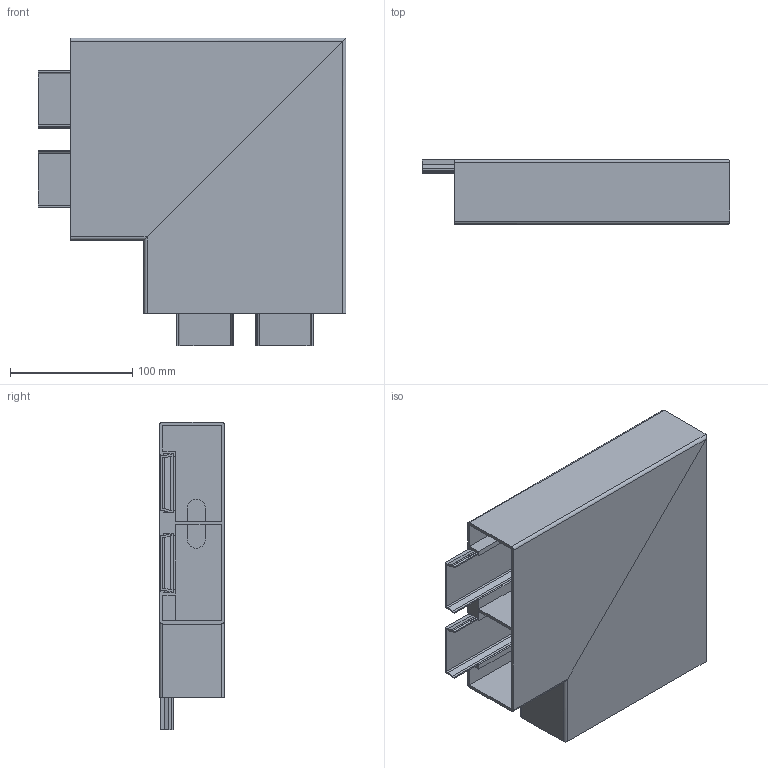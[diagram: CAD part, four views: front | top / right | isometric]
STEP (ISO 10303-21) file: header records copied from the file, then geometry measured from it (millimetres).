
FILE_DESCRIPTION (( 'STEP AP214' ), '1' );
FILE_NAME ('6113450.stp', '2016-05-24T08:14:25', ( '' ), ( '' ), 'SwSTEP 2.0', 'SolidWorks 2014', '' );
FILE_SCHEMA (( 'AUTOMOTIVE_DESIGN' ));
Length unit declared in the file: millimetre
Products named in the file (7): 092040_Standard; 092041_Standard; 091675_Standard; 092021_Standard; 091723_Doppelkanal 53165; 091724_Doppelkanal 53165; 6113450
Assembly tree (6 placements, depth 2):
  6113450
    091724_Doppelkanal 53165
    091723_Doppelkanal 53165
    092021_Standard
    091675_Standard
    092041_Standard
    092040_Standard
Bounding box: 251.5 x 53 x 251.5 mm (x, y, z)
Volume: 408525.1 mm3; surface area: 328136.4 mm2
Topology: 8 solids, 8 shells, 220 faces, 612 edges, 408 vertices
Faces by surface type: plane 187, cylinder 33
Entity records: 7238 total; most frequent: CARTESIAN_POINT 1333, ORIENTED_EDGE 1224, DIRECTION 1080, EDGE_CURVE 612, LINE 546, VECTOR 546, VERTEX_POINT 408, AXIS2_PLACEMENT_3D 267
